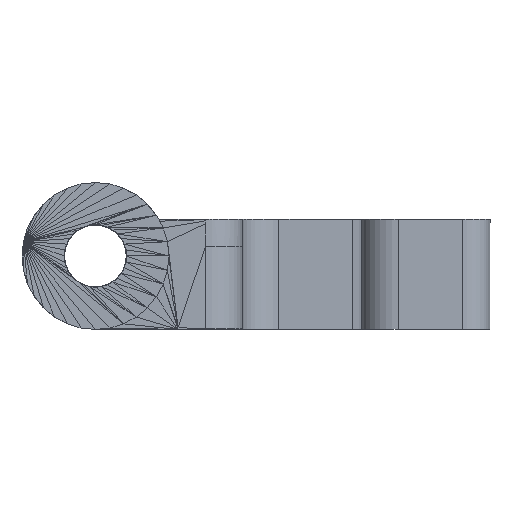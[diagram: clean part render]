
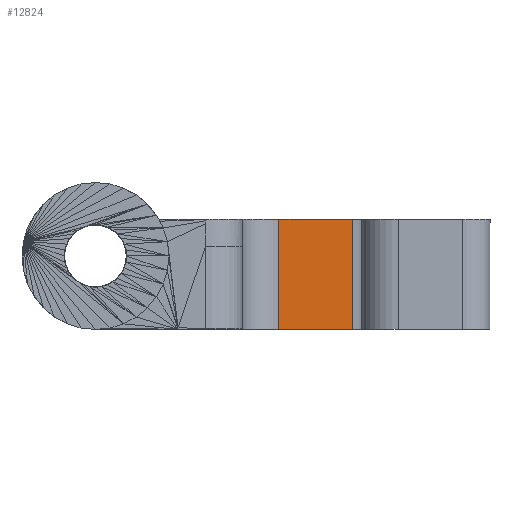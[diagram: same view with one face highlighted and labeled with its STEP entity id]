
A CAD part, front view. The second image highlights one B-rep face of the part: STEP entity #12824.
In plain terms, the highlighted planar face has unit normal (0, -1, 0).
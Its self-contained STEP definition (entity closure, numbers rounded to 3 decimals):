
#498 = FACE_OUTER_BOUND ( 'NONE', #14336, .T. ) ;
#661 = EDGE_CURVE ( 'NONE', #8598, #8523, #10587, .T. ) ;
#849 = CARTESIAN_POINT ( 'NONE',  ( 22., -1.5, 0. ) ) ;
#961 = ORIENTED_EDGE ( 'NONE', *, *, #2608, .T. ) ;
#1179 = DIRECTION ( 'NONE',  ( 0., 0., 1. ) ) ;
#1348 = CARTESIAN_POINT ( 'NONE',  ( 28., -1.5, -4. ) ) ;
#1496 = VECTOR ( 'NONE', #1179, 1000. ) ;
#2608 = EDGE_CURVE ( 'NONE', #6664, #7946, #9161, .T. ) ;
#3134 = AXIS2_PLACEMENT_3D ( 'NONE', #1348, #5956, #13879 ) ;
#3365 = CARTESIAN_POINT ( 'NONE',  ( 28., -1.5, 6. ) ) ;
#4345 = ORIENTED_EDGE ( 'NONE', *, *, #5239, .T. ) ;
#4803 = PLANE ( 'NONE',  #3134 ) ;
#5239 = EDGE_CURVE ( 'NONE', #7946, #8523, #12830, .T. ) ;
#5956 = DIRECTION ( 'NONE',  ( 0., 1., 0. ) ) ;
#6322 = ORIENTED_EDGE ( 'NONE', *, *, #661, .F. ) ;
#6519 = CARTESIAN_POINT ( 'NONE',  ( 22., -1.5, 0. ) ) ;
#6664 = VERTEX_POINT ( 'NONE', #7684 ) ;
#7157 = VECTOR ( 'NONE', #7693, 1000. ) ;
#7418 = CARTESIAN_POINT ( 'NONE',  ( 22., -1.5, 6. ) ) ;
#7684 = CARTESIAN_POINT ( 'NONE',  ( 26., -1.5, 6. ) ) ;
#7693 = DIRECTION ( 'NONE',  ( 0., 0., -1. ) ) ;
#7946 = VERTEX_POINT ( 'NONE', #7418 ) ;
#8523 = VERTEX_POINT ( 'NONE', #6519 ) ;
#8598 = VERTEX_POINT ( 'NONE', #11183 ) ;
#9156 = CARTESIAN_POINT ( 'NONE',  ( 26., -1.5, 6. ) ) ;
#9161 = LINE ( 'NONE', #3365, #11860 ) ;
#9292 = CARTESIAN_POINT ( 'NONE',  ( 0., -1.5, 0. ) ) ;
#10304 = DIRECTION ( 'NONE',  ( -1., 0., 0. ) ) ;
#10493 = EDGE_CURVE ( 'NONE', #8598, #6664, #12896, .T. ) ;
#10587 = LINE ( 'NONE', #9292, #12529 ) ;
#11183 = CARTESIAN_POINT ( 'NONE',  ( 26., -1.5, 0. ) ) ;
#11860 = VECTOR ( 'NONE', #12471, 1000. ) ;
#11903 = ORIENTED_EDGE ( 'NONE', *, *, #10493, .T. ) ;
#12471 = DIRECTION ( 'NONE',  ( -1., 0., 0. ) ) ;
#12529 = VECTOR ( 'NONE', #10304, 1000. ) ;
#12824 = ADVANCED_FACE ( 'NONE', ( #498 ), #4803, .F. ) ;
#12830 = LINE ( 'NONE', #849, #7157 ) ;
#12896 = LINE ( 'NONE', #9156, #1496 ) ;
#13879 = DIRECTION ( 'NONE',  ( -1., 0., 0. ) ) ;
#14336 = EDGE_LOOP ( 'NONE', ( #961, #4345, #6322, #11903 ) ) ;
